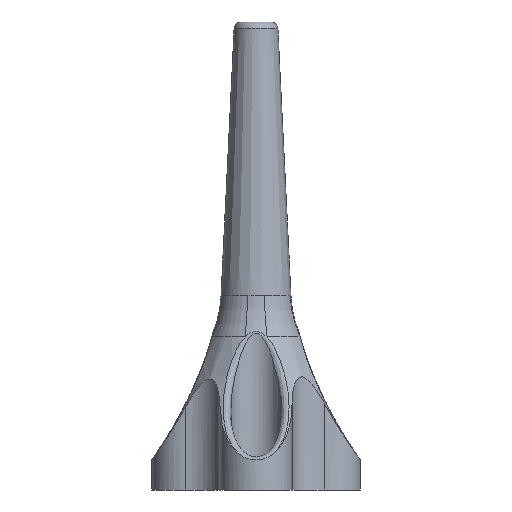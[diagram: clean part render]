
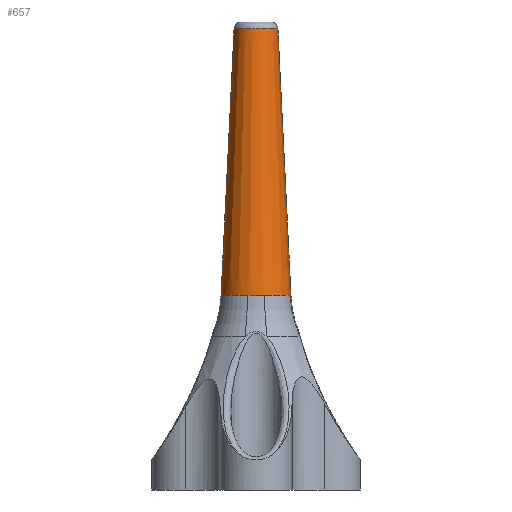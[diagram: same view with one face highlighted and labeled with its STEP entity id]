
A CAD part, front view. The second image highlights one B-rep face of the part: STEP entity #657.
In plain terms, the highlighted conical face has half-angle 2.793 degrees and reference radius 5 mm.
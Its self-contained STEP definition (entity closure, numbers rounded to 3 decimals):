
#53=B_SPLINE_CURVE_WITH_KNOTS('',3,(#966,#967,#968,#969,#970),
 .UNSPECIFIED.,.F.,.F.,(4,1,4),(-6.283,-4.488,-3.142),
 .UNSPECIFIED.);
#54=B_SPLINE_CURVE_WITH_KNOTS('',3,(#974,#975,#976,#977,#978,#979,#980),
 .UNSPECIFIED.,.F.,.F.,(4,1,1,1,4),(-6.283,-4.488,
-2.693,-0.898,0.),.UNSPECIFIED.);
#55=B_SPLINE_CURVE_WITH_KNOTS('',3,(#984,#985,#986,#987,#988,#989,#990),
 .UNSPECIFIED.,.F.,.F.,(4,1,1,1,4),(-6.283,-4.488,
-2.693,-0.898,0.),.UNSPECIFIED.);
#56=B_SPLINE_CURVE_WITH_KNOTS('',3,(#994,#995,#996,#997,#998,#999,#1000),
 .UNSPECIFIED.,.F.,.F.,(4,1,1,1,4),(-6.283,-4.488,
-2.693,-0.898,0.),.UNSPECIFIED.);
#57=B_SPLINE_CURVE_WITH_KNOTS('',3,(#1003,#1004,#1005,#1006,#1007,#1008),
 .UNSPECIFIED.,.F.,.F.,(4,1,1,4),(-3.142,-2.693,-0.898,
0.),.UNSPECIFIED.);
#102=LINE('',#964,#115);
#115=VECTOR('',#800,5.);
#128=CONICAL_SURFACE('',#715,5.,0.049);
#134=FACE_OUTER_BOUND('',#174,.T.);
#174=EDGE_LOOP('',(#444,#445,#446,#447,#448,#449,#450,#451,#452,#453,#454,
#455,#456));
#221=CIRCLE('',#711,3.046);
#222=CIRCLE('',#712,3.046);
#225=CIRCLE('',#716,4.853);
#226=CIRCLE('',#717,4.853);
#227=CIRCLE('',#718,4.853);
#228=CIRCLE('',#719,4.853);
#265=VERTEX_POINT('',#955);
#266=VERTEX_POINT('',#956);
#268=VERTEX_POINT('',#963);
#269=VERTEX_POINT('',#965);
#270=VERTEX_POINT('',#971);
#271=VERTEX_POINT('',#973);
#272=VERTEX_POINT('',#981);
#273=VERTEX_POINT('',#983);
#274=VERTEX_POINT('',#991);
#275=VERTEX_POINT('',#993);
#276=VERTEX_POINT('',#1001);
#333=EDGE_CURVE('',#265,#266,#221,.T.);
#334=EDGE_CURVE('',#266,#265,#222,.T.);
#337=EDGE_CURVE('',#266,#268,#102,.T.);
#338=EDGE_CURVE('',#269,#268,#53,.T.);
#339=EDGE_CURVE('',#270,#269,#225,.T.);
#340=EDGE_CURVE('',#271,#270,#54,.T.);
#341=EDGE_CURVE('',#272,#271,#226,.T.);
#342=EDGE_CURVE('',#273,#272,#55,.T.);
#343=EDGE_CURVE('',#274,#273,#227,.T.);
#344=EDGE_CURVE('',#275,#274,#56,.T.);
#345=EDGE_CURVE('',#276,#275,#228,.T.);
#346=EDGE_CURVE('',#268,#276,#57,.T.);
#444=ORIENTED_EDGE('',*,*,#333,.F.);
#445=ORIENTED_EDGE('',*,*,#334,.F.);
#446=ORIENTED_EDGE('',*,*,#337,.T.);
#447=ORIENTED_EDGE('',*,*,#338,.F.);
#448=ORIENTED_EDGE('',*,*,#339,.F.);
#449=ORIENTED_EDGE('',*,*,#340,.F.);
#450=ORIENTED_EDGE('',*,*,#341,.F.);
#451=ORIENTED_EDGE('',*,*,#342,.F.);
#452=ORIENTED_EDGE('',*,*,#343,.F.);
#453=ORIENTED_EDGE('',*,*,#344,.F.);
#454=ORIENTED_EDGE('',*,*,#345,.F.);
#455=ORIENTED_EDGE('',*,*,#346,.F.);
#456=ORIENTED_EDGE('',*,*,#337,.F.);
#657=ADVANCED_FACE('',(#134),#128,.T.);
#711=AXIS2_PLACEMENT_3D('',#957,#790,#791);
#712=AXIS2_PLACEMENT_3D('',#958,#792,#793);
#715=AXIS2_PLACEMENT_3D('',#962,#798,#799);
#716=AXIS2_PLACEMENT_3D('',#972,#801,#802);
#717=AXIS2_PLACEMENT_3D('',#982,#803,#804);
#718=AXIS2_PLACEMENT_3D('',#992,#805,#806);
#719=AXIS2_PLACEMENT_3D('',#1002,#807,#808);
#790=DIRECTION('center_axis',(0.,0.,1.));
#791=DIRECTION('ref_axis',(-1.,0.,0.));
#792=DIRECTION('center_axis',(0.,0.,1.));
#793=DIRECTION('ref_axis',(-1.,0.,0.));
#798=DIRECTION('center_axis',(0.,0.,-1.));
#799=DIRECTION('ref_axis',(1.,0.,0.));
#800=DIRECTION('',(-0.049,0.,-0.999));
#801=DIRECTION('center_axis',(0.,0.,-1.));
#802=DIRECTION('ref_axis',(-1.,0.,0.));
#803=DIRECTION('center_axis',(0.,0.,-1.));
#804=DIRECTION('ref_axis',(-1.,0.,0.));
#805=DIRECTION('center_axis',(0.,0.,-1.));
#806=DIRECTION('ref_axis',(-1.,0.,0.));
#807=DIRECTION('center_axis',(0.,0.,-1.));
#808=DIRECTION('ref_axis',(-1.,0.,0.));
#955=CARTESIAN_POINT('',(3.046,0.,64.049));
#956=CARTESIAN_POINT('',(-3.046,0.,64.049));
#957=CARTESIAN_POINT('Origin',(0.,0.,64.049));
#958=CARTESIAN_POINT('Origin',(0.,0.,64.049));
#962=CARTESIAN_POINT('Origin',(0.,0.,24.));
#963=CARTESIAN_POINT('',(-4.856,0.,26.947));
#964=CARTESIAN_POINT('',(-5.,0.,24.));
#965=CARTESIAN_POINT('',(-4.708,-1.177,27.022));
#966=CARTESIAN_POINT('Ctrl Pts',(-4.708,-1.177,27.022));
#967=CARTESIAN_POINT('Ctrl Pts',(-4.763,-0.958,27.022));
#968=CARTESIAN_POINT('Ctrl Pts',(-4.834,-0.567,26.977));
#969=CARTESIAN_POINT('Ctrl Pts',(-4.856,-0.17,26.948));
#970=CARTESIAN_POINT('Ctrl Pts',(-4.856,0.,
26.947));
#971=CARTESIAN_POINT('',(-1.177,-4.708,27.022));
#972=CARTESIAN_POINT('Origin',(0.,0.,27.022));
#973=CARTESIAN_POINT('',(1.177,-4.708,27.022));
#974=CARTESIAN_POINT('Ctrl Pts',(1.177,-4.708,27.022));
#975=CARTESIAN_POINT('Ctrl Pts',(0.958,-4.763,27.022));
#976=CARTESIAN_POINT('Ctrl Pts',(0.511,-4.844,26.97));
#977=CARTESIAN_POINT('Ctrl Pts',(-0.171,-4.87,26.926));
#978=CARTESIAN_POINT('Ctrl Pts',(-0.735,-4.807,27.007));
#979=CARTESIAN_POINT('Ctrl Pts',(-1.067,-4.735,27.022));
#980=CARTESIAN_POINT('Ctrl Pts',(-1.177,-4.708,27.022));
#981=CARTESIAN_POINT('',(4.708,-1.177,27.022));
#982=CARTESIAN_POINT('Origin',(0.,0.,27.022));
#983=CARTESIAN_POINT('',(4.708,1.177,27.022));
#984=CARTESIAN_POINT('Ctrl Pts',(4.708,1.177,27.022));
#985=CARTESIAN_POINT('Ctrl Pts',(4.763,0.958,27.022));
#986=CARTESIAN_POINT('Ctrl Pts',(4.844,0.511,26.97));
#987=CARTESIAN_POINT('Ctrl Pts',(4.87,-0.171,26.926));
#988=CARTESIAN_POINT('Ctrl Pts',(4.807,-0.735,27.007));
#989=CARTESIAN_POINT('Ctrl Pts',(4.735,-1.067,27.022));
#990=CARTESIAN_POINT('Ctrl Pts',(4.708,-1.177,27.022));
#991=CARTESIAN_POINT('',(1.177,4.708,27.022));
#992=CARTESIAN_POINT('Origin',(0.,0.,27.022));
#993=CARTESIAN_POINT('',(-1.177,4.708,27.022));
#994=CARTESIAN_POINT('Ctrl Pts',(-1.177,4.708,27.022));
#995=CARTESIAN_POINT('Ctrl Pts',(-0.958,4.763,27.022));
#996=CARTESIAN_POINT('Ctrl Pts',(-0.511,4.844,26.97));
#997=CARTESIAN_POINT('Ctrl Pts',(0.171,4.87,26.926));
#998=CARTESIAN_POINT('Ctrl Pts',(0.735,4.807,27.007));
#999=CARTESIAN_POINT('Ctrl Pts',(1.067,4.735,27.022));
#1000=CARTESIAN_POINT('Ctrl Pts',(1.177,4.708,27.022));
#1001=CARTESIAN_POINT('',(-4.708,1.177,27.022));
#1002=CARTESIAN_POINT('Origin',(0.,0.,27.022));
#1003=CARTESIAN_POINT('Ctrl Pts',(-4.856,0.,
26.947));
#1004=CARTESIAN_POINT('Ctrl Pts',(-4.856,0.057,
26.947));
#1005=CARTESIAN_POINT('Ctrl Pts',(-4.851,0.34,26.951));
#1006=CARTESIAN_POINT('Ctrl Pts',(-4.807,0.735,27.007));
#1007=CARTESIAN_POINT('Ctrl Pts',(-4.735,1.067,27.022));
#1008=CARTESIAN_POINT('Ctrl Pts',(-4.708,1.177,27.022));
